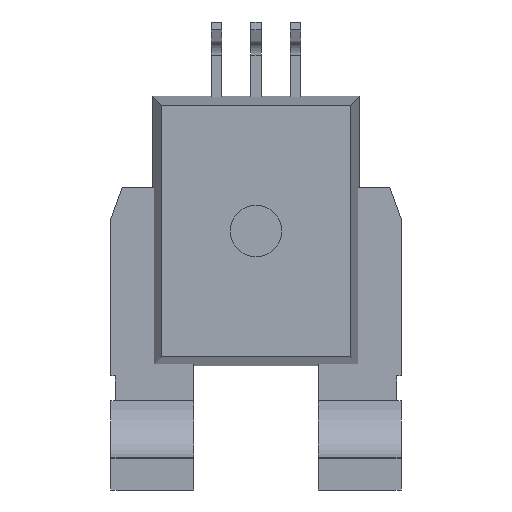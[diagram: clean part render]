
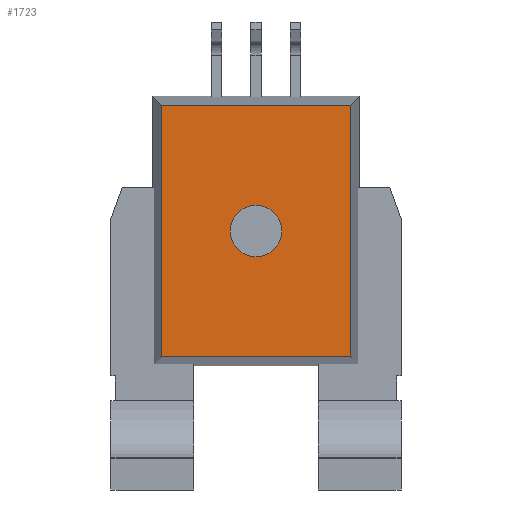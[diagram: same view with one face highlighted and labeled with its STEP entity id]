
A CAD part, front view. The second image highlights one B-rep face of the part: STEP entity #1723.
In plain terms, the highlighted planar face has unit normal (0, -1, 0).
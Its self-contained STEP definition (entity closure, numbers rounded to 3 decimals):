
#27 = CARTESIAN_POINT ( 'NONE',  ( 0., 0., 6.064 ) ) ;
#68 = CARTESIAN_POINT ( 'NONE',  ( -4.564, 0., 6.064 ) ) ;
#196 = EDGE_CURVE ( 'NONE', #2362, #1284, #2202, .T. ) ;
#200 = FACE_OUTER_BOUND ( 'NONE', #508, .T. ) ;
#217 = VERTEX_POINT ( 'NONE', #1997 ) ;
#289 = DIRECTION ( 'NONE',  ( 0., -1., 0. ) ) ;
#346 = EDGE_CURVE ( 'NONE', #1878, #217, #1332, .T. ) ;
#401 = VECTOR ( 'NONE', #1421, 1000. ) ;
#438 = ORIENTED_EDGE ( 'NONE', *, *, #1057, .T. ) ;
#487 = ORIENTED_EDGE ( 'NONE', *, *, #1145, .T. ) ;
#490 = VECTOR ( 'NONE', #1112, 1000. ) ;
#508 = EDGE_LOOP ( 'NONE', ( #844, #438, #487, #2231 ) ) ;
#751 = CARTESIAN_POINT ( 'NONE',  ( -4.564, 0., 0. ) ) ;
#770 = CARTESIAN_POINT ( 'NONE',  ( -4.564, 0., -6.064 ) ) ;
#841 = DIRECTION ( 'NONE',  ( -1., 0., 0. ) ) ;
#844 = ORIENTED_EDGE ( 'NONE', *, *, #346, .T. ) ;
#897 = CARTESIAN_POINT ( 'NONE',  ( 4.564, 0., 0. ) ) ;
#967 = DIRECTION ( 'NONE',  ( 0., 0., -1. ) ) ;
#988 = CARTESIAN_POINT ( 'NONE',  ( 0., 0., -6.064 ) ) ;
#1000 = DIRECTION ( 'NONE',  ( 0., 1., 0. ) ) ;
#1012 = EDGE_CURVE ( 'NONE', #1284, #2362, #1384, .T. ) ;
#1057 = EDGE_CURVE ( 'NONE', #217, #1848, #2496, .T. ) ;
#1112 = DIRECTION ( 'NONE',  ( 0., 0., 1. ) ) ;
#1117 = LINE ( 'NONE', #751, #2551 ) ;
#1145 = EDGE_CURVE ( 'NONE', #1848, #1753, #1117, .T. ) ;
#1190 = DIRECTION ( 'NONE',  ( 0., 0., 1. ) ) ;
#1239 = ORIENTED_EDGE ( 'NONE', *, *, #196, .F. ) ;
#1267 = CARTESIAN_POINT ( 'NONE',  ( 0., 0., -1.25 ) ) ;
#1284 = VERTEX_POINT ( 'NONE', #1615 ) ;
#1326 = DIRECTION ( 'NONE',  ( 0., 0., -1. ) ) ;
#1332 = LINE ( 'NONE', #897, #490 ) ;
#1384 = CIRCLE ( 'NONE', #1691, 1.25 ) ;
#1385 = PLANE ( 'NONE',  #2335 ) ;
#1388 = CARTESIAN_POINT ( 'NONE',  ( 0., 0., 0. ) ) ;
#1421 = DIRECTION ( 'NONE',  ( 1., 0., 0. ) ) ;
#1615 = CARTESIAN_POINT ( 'NONE',  ( 0., 0., 1.25 ) ) ;
#1623 = FACE_BOUND ( 'NONE', #2436, .T. ) ;
#1691 = AXIS2_PLACEMENT_3D ( 'NONE', #2127, #289, #1865 ) ;
#1723 = ADVANCED_FACE ( 'NONE', ( #1623, #200 ), #1385, .F. ) ;
#1741 = EDGE_CURVE ( 'NONE', #1753, #1878, #2233, .T. ) ;
#1742 = VECTOR ( 'NONE', #841, 1000. ) ;
#1753 = VERTEX_POINT ( 'NONE', #770 ) ;
#1848 = VERTEX_POINT ( 'NONE', #68 ) ;
#1865 = DIRECTION ( 'NONE',  ( 0., 0., -1. ) ) ;
#1878 = VERTEX_POINT ( 'NONE', #2259 ) ;
#1916 = ORIENTED_EDGE ( 'NONE', *, *, #1012, .F. ) ;
#1997 = CARTESIAN_POINT ( 'NONE',  ( 4.564, 0., 6.064 ) ) ;
#2019 = CARTESIAN_POINT ( 'NONE',  ( 0., 0., 0. ) ) ;
#2127 = CARTESIAN_POINT ( 'NONE',  ( 0., 0., 0. ) ) ;
#2200 = DIRECTION ( 'NONE',  ( 0., -1., 0. ) ) ;
#2202 = CIRCLE ( 'NONE', #2544, 1.25 ) ;
#2231 = ORIENTED_EDGE ( 'NONE', *, *, #1741, .T. ) ;
#2233 = LINE ( 'NONE', #988, #401 ) ;
#2259 = CARTESIAN_POINT ( 'NONE',  ( 4.564, 0., -6.064 ) ) ;
#2335 = AXIS2_PLACEMENT_3D ( 'NONE', #2019, #1000, #1190 ) ;
#2362 = VERTEX_POINT ( 'NONE', #1267 ) ;
#2436 = EDGE_LOOP ( 'NONE', ( #1239, #1916 ) ) ;
#2496 = LINE ( 'NONE', #27, #1742 ) ;
#2544 = AXIS2_PLACEMENT_3D ( 'NONE', #1388, #2200, #967 ) ;
#2551 = VECTOR ( 'NONE', #1326, 1000. ) ;
